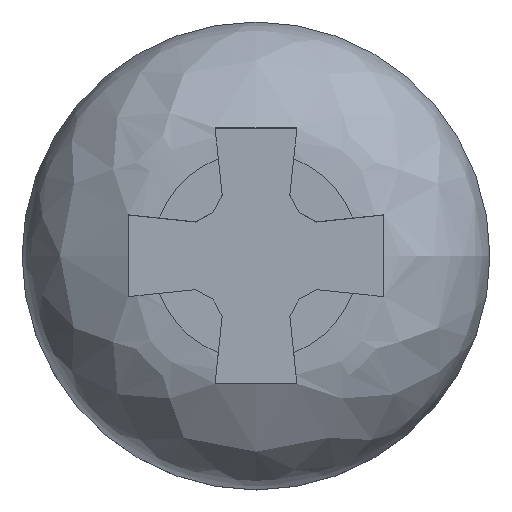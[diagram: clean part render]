
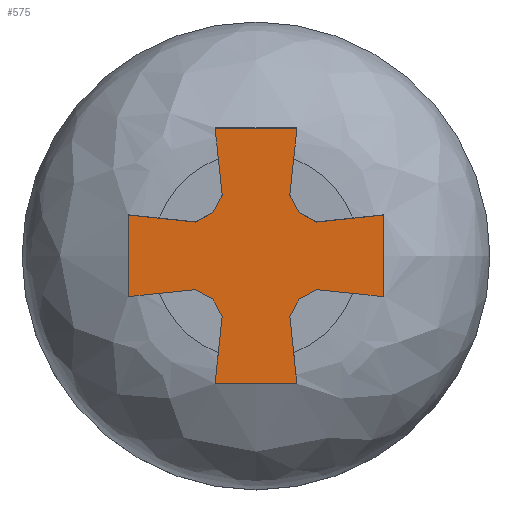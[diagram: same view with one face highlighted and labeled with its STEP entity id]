
A CAD part, top view. The second image highlights one B-rep face of the part: STEP entity #575.
In plain terms, the highlighted planar face has unit normal (0, 0, 1).
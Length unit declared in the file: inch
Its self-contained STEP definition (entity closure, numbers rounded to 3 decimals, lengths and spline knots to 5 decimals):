
#56=FACE_OUTER_BOUND($,#87,.T.);
#87=EDGE_LOOP($,(#455,#456,#457,#458,#459,#460,#461,#462,#463,#464,#465,
#466,#467,#468,#469,#470,#471,#472,#473,#474));
#105=LINE($,#785,#161);
#107=LINE($,#799,#163);
#111=LINE($,#807,#167);
#114=LINE($,#813,#170);
#117=LINE($,#819,#173);
#119=LINE($,#836,#175);
#121=LINE($,#845,#177);
#125=LINE($,#853,#181);
#128=LINE($,#859,#184);
#131=LINE($,#865,#187);
#135=LINE($,#884,#191);
#138=LINE($,#890,#194);
#141=LINE($,#896,#197);
#144=LINE($,#907,#200);
#146=LINE($,#919,#202);
#149=LINE($,#930,#205);
#152=LINE($,#936,#208);
#155=LINE($,#942,#211);
#158=LINE($,#951,#214);
#159=LINE($,#960,#215);
#161=VECTOR($,#637,0.0315);
#163=VECTOR($,#641,0.02596);
#167=VECTOR($,#647,0.00766);
#170=VECTOR($,#652,0.00766);
#173=VECTOR($,#657,0.02596);
#175=VECTOR($,#661,0.0315);
#177=VECTOR($,#665,0.02596);
#181=VECTOR($,#671,0.00766);
#184=VECTOR($,#676,0.00766);
#187=VECTOR($,#681,0.02596);
#191=VECTOR($,#687,0.02596);
#194=VECTOR($,#692,0.00766);
#197=VECTOR($,#697,0.00766);
#200=VECTOR($,#702,0.02596);
#202=VECTOR($,#706,0.0315);
#205=VECTOR($,#711,0.02596);
#208=VECTOR($,#716,0.00766);
#211=VECTOR($,#721,0.00766);
#214=VECTOR($,#726,0.02596);
#215=VECTOR($,#729,0.0315);
#231=VERTEX_POINT($,#782);
#232=VERTEX_POINT($,#784);
#235=VERTEX_POINT($,#798);
#238=VERTEX_POINT($,#806);
#240=VERTEX_POINT($,#812);
#242=VERTEX_POINT($,#818);
#245=VERTEX_POINT($,#835);
#247=VERTEX_POINT($,#844);
#250=VERTEX_POINT($,#852);
#252=VERTEX_POINT($,#858);
#254=VERTEX_POINT($,#864);
#259=VERTEX_POINT($,#881);
#260=VERTEX_POINT($,#883);
#262=VERTEX_POINT($,#889);
#264=VERTEX_POINT($,#895);
#267=VERTEX_POINT($,#906);
#269=VERTEX_POINT($,#918);
#272=VERTEX_POINT($,#929);
#274=VERTEX_POINT($,#935);
#276=VERTEX_POINT($,#941);
#287=EDGE_CURVE($,#232,#231,#105,.T.);
#291=EDGE_CURVE($,#235,#232,#107,.T.);
#295=EDGE_CURVE($,#238,#235,#111,.T.);
#298=EDGE_CURVE($,#240,#238,#114,.T.);
#301=EDGE_CURVE($,#242,#240,#117,.T.);
#305=EDGE_CURVE($,#245,#242,#119,.T.);
#308=EDGE_CURVE($,#247,#245,#121,.T.);
#312=EDGE_CURVE($,#250,#247,#125,.T.);
#315=EDGE_CURVE($,#252,#250,#128,.T.);
#318=EDGE_CURVE($,#254,#252,#131,.T.);
#324=EDGE_CURVE($,#260,#259,#135,.T.);
#327=EDGE_CURVE($,#262,#260,#138,.T.);
#330=EDGE_CURVE($,#264,#262,#141,.T.);
#334=EDGE_CURVE($,#267,#264,#144,.T.);
#337=EDGE_CURVE($,#269,#267,#146,.T.);
#341=EDGE_CURVE($,#272,#269,#149,.T.);
#344=EDGE_CURVE($,#274,#272,#152,.T.);
#347=EDGE_CURVE($,#276,#274,#155,.T.);
#351=EDGE_CURVE($,#231,#276,#158,.T.);
#353=EDGE_CURVE($,#259,#254,#159,.T.);
#455=ORIENTED_EDGE($,*,*,#353,.T.);
#456=ORIENTED_EDGE($,*,*,#318,.T.);
#457=ORIENTED_EDGE($,*,*,#315,.T.);
#458=ORIENTED_EDGE($,*,*,#312,.T.);
#459=ORIENTED_EDGE($,*,*,#308,.T.);
#460=ORIENTED_EDGE($,*,*,#305,.T.);
#461=ORIENTED_EDGE($,*,*,#301,.T.);
#462=ORIENTED_EDGE($,*,*,#298,.T.);
#463=ORIENTED_EDGE($,*,*,#295,.T.);
#464=ORIENTED_EDGE($,*,*,#291,.T.);
#465=ORIENTED_EDGE($,*,*,#287,.T.);
#466=ORIENTED_EDGE($,*,*,#351,.T.);
#467=ORIENTED_EDGE($,*,*,#347,.T.);
#468=ORIENTED_EDGE($,*,*,#344,.T.);
#469=ORIENTED_EDGE($,*,*,#341,.T.);
#470=ORIENTED_EDGE($,*,*,#337,.T.);
#471=ORIENTED_EDGE($,*,*,#334,.T.);
#472=ORIENTED_EDGE($,*,*,#330,.T.);
#473=ORIENTED_EDGE($,*,*,#327,.T.);
#474=ORIENTED_EDGE($,*,*,#324,.T.);
#548=PLANE($,#610);
#575=ADVANCED_FACE($,(#56),#548,.T.);
#610=AXIS2_PLACEMENT_3D($,#961,#730,#731);
#637=DIRECTION($,(0.,1.,0.));
#641=DIRECTION($,(0.995,-0.105,0.));
#647=DIRECTION($,(0.884,0.467,0.));
#652=DIRECTION($,(0.467,0.884,0.));
#657=DIRECTION($,(-0.105,0.995,0.));
#661=DIRECTION($,(1.,0.,0.));
#665=DIRECTION($,(-0.105,-0.995,0.));
#671=DIRECTION($,(0.467,-0.884,0.));
#676=DIRECTION($,(0.884,-0.467,0.));
#681=DIRECTION($,(0.995,0.105,0.));
#687=DIRECTION($,(-0.995,0.105,0.));
#692=DIRECTION($,(-0.884,-0.467,0.));
#697=DIRECTION($,(-0.467,-0.884,0.));
#702=DIRECTION($,(0.105,-0.995,0.));
#706=DIRECTION($,(-1.,0.,0.));
#711=DIRECTION($,(0.105,0.995,0.));
#716=DIRECTION($,(-0.467,0.884,0.));
#721=DIRECTION($,(-0.884,0.467,0.));
#726=DIRECTION($,(-0.995,-0.105,0.));
#729=DIRECTION($,(0.,-1.,0.));
#730=DIRECTION('center_axis',(0.,0.,
1.));
#731=DIRECTION('ref_axis',(1.,0.,0.));
#782=CARTESIAN_POINT('',(0.04921,0.01575,0.02));
#784=CARTESIAN_POINT('',(0.04921,-0.01575,0.02));
#785=CARTESIAN_POINT($,(0.04921,-0.01575,0.02));
#798=CARTESIAN_POINT('',(0.02339,-0.01303,0.02));
#799=CARTESIAN_POINT($,(0.02339,-0.01303,0.02));
#806=CARTESIAN_POINT('',(0.01661,-0.01661,0.02));
#807=CARTESIAN_POINT($,(0.01661,-0.01661,0.02));
#812=CARTESIAN_POINT('',(0.01303,-0.02339,0.02));
#813=CARTESIAN_POINT($,(0.01303,-0.02339,0.02));
#818=CARTESIAN_POINT('',(0.01575,-0.04921,0.02));
#819=CARTESIAN_POINT($,(0.01575,-0.04921,0.02));
#835=CARTESIAN_POINT('',(-0.01575,-0.04921,0.02));
#836=CARTESIAN_POINT($,(-0.01575,-0.04921,0.02));
#844=CARTESIAN_POINT('',(-0.01303,-0.02339,0.02));
#845=CARTESIAN_POINT($,(-0.01303,-0.02339,0.02));
#852=CARTESIAN_POINT('',(-0.01661,-0.01661,0.02));
#853=CARTESIAN_POINT($,(-0.01661,-0.01661,0.02));
#858=CARTESIAN_POINT('',(-0.02339,-0.01303,0.02));
#859=CARTESIAN_POINT($,(-0.02339,-0.01303,0.02));
#864=CARTESIAN_POINT('',(-0.04921,-0.01575,0.02));
#865=CARTESIAN_POINT($,(-0.04921,-0.01575,0.02));
#881=CARTESIAN_POINT('',(-0.04921,0.01575,0.02));
#883=CARTESIAN_POINT('',(-0.02339,0.01303,0.02));
#884=CARTESIAN_POINT($,(-0.02339,0.01303,0.02));
#889=CARTESIAN_POINT('',(-0.01661,0.01661,0.02));
#890=CARTESIAN_POINT($,(-0.01661,0.01661,0.02));
#895=CARTESIAN_POINT('',(-0.01303,0.02339,0.02));
#896=CARTESIAN_POINT($,(-0.01303,0.02339,0.02));
#906=CARTESIAN_POINT('',(-0.01575,0.04921,0.02));
#907=CARTESIAN_POINT($,(-0.01575,0.04921,0.02));
#918=CARTESIAN_POINT('',(0.01575,0.04921,0.02));
#919=CARTESIAN_POINT($,(0.01575,0.04921,0.02));
#929=CARTESIAN_POINT('',(0.01303,0.02339,0.02));
#930=CARTESIAN_POINT($,(0.01303,0.02339,0.02));
#935=CARTESIAN_POINT('',(0.01661,0.01661,0.02));
#936=CARTESIAN_POINT($,(0.01661,0.01661,0.02));
#941=CARTESIAN_POINT('',(0.02339,0.01303,0.02));
#942=CARTESIAN_POINT($,(0.02339,0.01303,0.02));
#951=CARTESIAN_POINT($,(0.04921,0.01575,0.02));
#960=CARTESIAN_POINT($,(-0.04921,0.01575,0.02));
#961=CARTESIAN_POINT('Origin',(0.,0.,
0.02));
